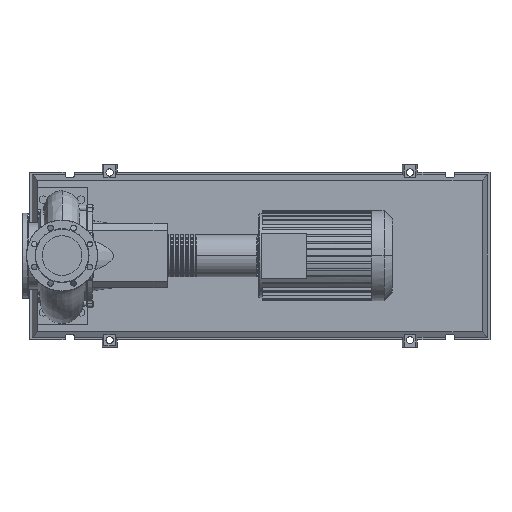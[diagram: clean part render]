
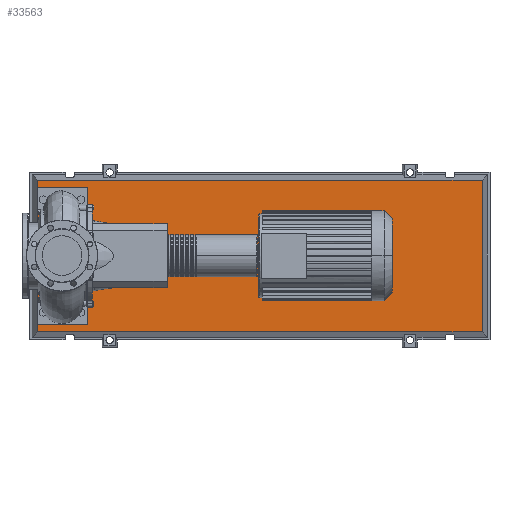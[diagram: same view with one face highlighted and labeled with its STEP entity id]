
A CAD part, top view. The second image highlights one B-rep face of the part: STEP entity #33563.
In plain terms, the highlighted planar face has unit normal (0, 0, 1).
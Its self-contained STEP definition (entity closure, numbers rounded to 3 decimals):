
#33244=CARTESIAN_POINT('',(1678.185,-303.185,123.0));
#33245=VERTEX_POINT('',#33244);
#33252=CARTESIAN_POINT('',(-98.185,-303.185,123.0));
#33253=VERTEX_POINT('',#33252);
#33254=CARTESIAN_POINT('',(1678.185,-303.185,123.0));
#33255=DIRECTION('',(-1.0,0.0,0.0));
#33256=VECTOR('',#33255,1776.37);
#33257=LINE('',#33254,#33256);
#33258=EDGE_CURVE('',#33245,#33253,#33257,.T.);
#33476=CARTESIAN_POINT('',(1678.185,303.185,123.0));
#33477=VERTEX_POINT('',#33476);
#33478=CARTESIAN_POINT('',(1678.185,303.185,123.0));
#33479=DIRECTION('',(0.0,-1.0,0.0));
#33480=VECTOR('',#33479,606.37);
#33481=LINE('',#33478,#33480);
#33482=EDGE_CURVE('',#33477,#33245,#33481,.T.);
#33500=CARTESIAN_POINT('',(-98.185,303.185,123.0));
#33501=VERTEX_POINT('',#33500);
#33502=CARTESIAN_POINT('',(-98.185,-303.185,123.0));
#33503=DIRECTION('',(0.0,1.0,0.0));
#33504=VECTOR('',#33503,606.37);
#33505=LINE('',#33502,#33504);
#33506=EDGE_CURVE('',#33253,#33501,#33505,.T.);
#33539=CARTESIAN_POINT('',(-98.185,303.185,123.0));
#33540=DIRECTION('',(1.0,0.0,0.0));
#33541=VECTOR('',#33540,1776.37);
#33542=LINE('',#33539,#33541);
#33543=EDGE_CURVE('',#33501,#33477,#33542,.T.);
#33552=CARTESIAN_POINT('',(790.,0.,123.0));
#33553=DIRECTION('',(0.0,0.0,1.0));
#33554=DIRECTION('',(1.0,0.0,0.0));
#33555=AXIS2_PLACEMENT_3D('',#33552,#33553,#33554);
#33556=PLANE('',#33555);
#33557=ORIENTED_EDGE('',*,*,#33482,.F.);
#33558=ORIENTED_EDGE('',*,*,#33543,.F.);
#33559=ORIENTED_EDGE('',*,*,#33506,.F.);
#33560=ORIENTED_EDGE('',*,*,#33258,.F.);
#33561=EDGE_LOOP('',(#33557,#33558,#33559,#33560));
#33562=FACE_OUTER_BOUND('',#33561,.T.);
#33563=ADVANCED_FACE('',(#33562),#33556,.T.);
